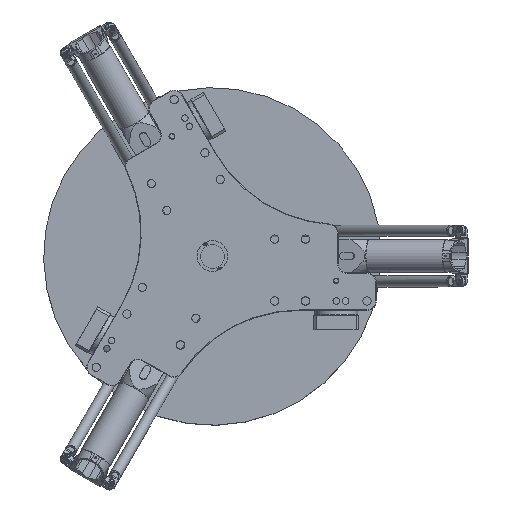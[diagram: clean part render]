
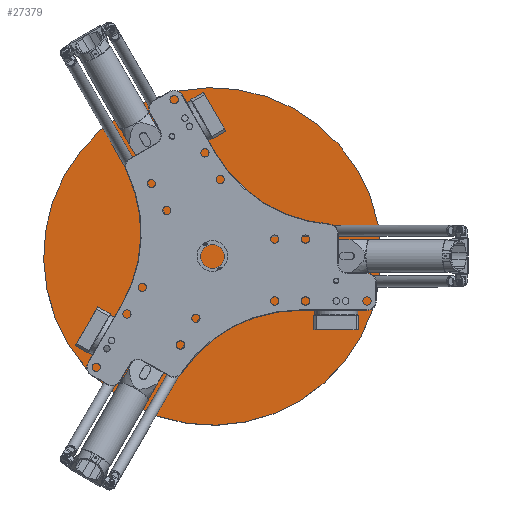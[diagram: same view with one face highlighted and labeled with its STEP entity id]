
A CAD part, top view. The second image highlights one B-rep face of the part: STEP entity #27379.
In plain terms, the highlighted planar face has unit normal (0, 0, 1).
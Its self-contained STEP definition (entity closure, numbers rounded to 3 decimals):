
#2609=CIRCLE('',#30263,450.);
#4230=FACE_OUTER_BOUND('',#6147,.T.);
#6147=EDGE_LOOP('',(#23200));
#12880=VERTEX_POINT('',#51785);
#16390=EDGE_CURVE('',#12880,#12880,#2609,.T.);
#23200=ORIENTED_EDGE('',*,*,#16390,.F.);
#25513=PLANE('',#30264);
#27379=ADVANCED_FACE('',(#4230),#25513,.F.);
#30263=AXIS2_PLACEMENT_3D('',#51786,#37389,#37390);
#30264=AXIS2_PLACEMENT_3D('',#51788,#37392,#37393);
#37389=DIRECTION('center_axis',(0.,0.,-1.));
#37390=DIRECTION('ref_axis',(-1.,0.,0.));
#37392=DIRECTION('center_axis',(0.,0.,-1.));
#37393=DIRECTION('ref_axis',(-1.,0.,0.));
#51785=CARTESIAN_POINT('',(450.,0.,100.));
#51786=CARTESIAN_POINT('Origin',(0.,0.,100.));
#51788=CARTESIAN_POINT('Origin',(0.,0.,100.));
